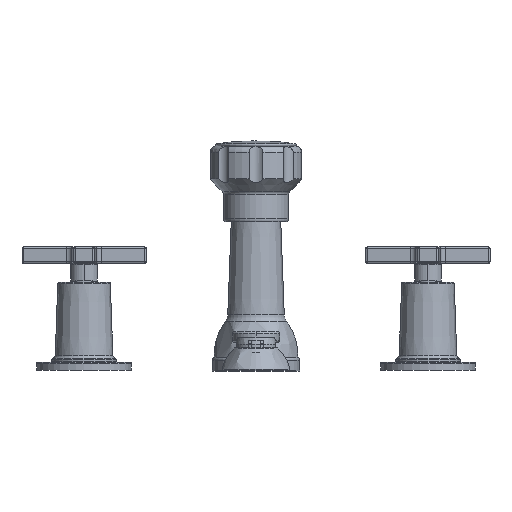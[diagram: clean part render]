
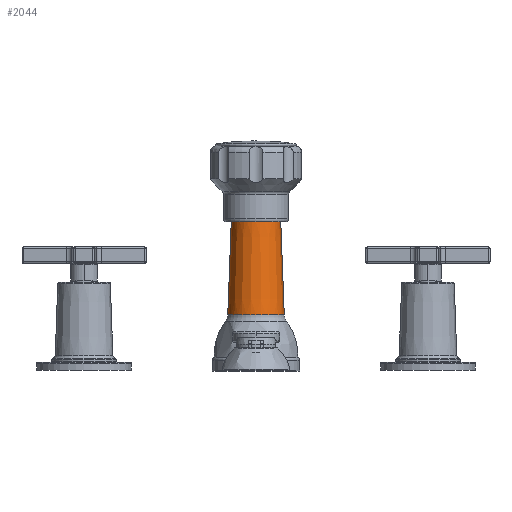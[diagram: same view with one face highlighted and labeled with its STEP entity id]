
A CAD part, top view. The second image highlights one B-rep face of the part: STEP entity #2044.
In plain terms, the highlighted conical face has half-angle 2.15 degrees and reference radius 15.652 mm.
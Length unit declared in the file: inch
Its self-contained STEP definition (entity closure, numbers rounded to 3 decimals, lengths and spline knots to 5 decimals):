
#1289=CARTESIAN_POINT('',(0.00014,3.468,-9.));
#1290=DIRECTION('',(0.,-1.,0.));
#1291=DIRECTION('',(1.,0.,0.));
#1292=AXIS2_PLACEMENT_3D('',#1289,#1290,#1291);
#1299=DIRECTION('',(0.038,0.999,0.));
#1300=VECTOR('',#1299,2.16618);
#1301=CARTESIAN_POINT('',(-0.65673,1.30334,
-9.));
#1302=LINE('',#1301,#1300);
#1303=DIRECTION('',(-0.038,0.999,0.));
#1304=VECTOR('',#1303,2.16618);
#1305=CARTESIAN_POINT('',(0.65701,1.30334,
-9.));
#1306=LINE('',#1305,#1304);
#1322=CARTESIAN_POINT('',(0.00014,1.30334,-9.));
#1323=DIRECTION('',(0.,-1.,0.));
#1324=DIRECTION('',(1.,0.,0.));
#1325=AXIS2_PLACEMENT_3D('',#1322,#1323,#1324);
#1417=CARTESIAN_POINT('',(-0.65673,1.30334,-9.));
#1418=CARTESIAN_POINT('',(0.65701,1.30334,-9.));
#1419=VERTEX_POINT('',#1417);
#1420=VERTEX_POINT('',#1418);
#1511=CARTESIAN_POINT('',(0.57573,3.468,-9.));
#1512=CARTESIAN_POINT('',(-0.57545,3.468,-9.));
#1513=VERTEX_POINT('',#1511);
#1514=VERTEX_POINT('',#1512);
#2030=CARTESIAN_POINT('',(0.00014,2.38567,-9.));
#2031=DIRECTION('',(0.,-1.,0.));
#2032=DIRECTION('',(-1.,0.,0.));
#2033=AXIS2_PLACEMENT_3D('',#2030,#2031,#2032);
#2034=CONICAL_SURFACE('',#2033,0.61623,2.15);
#2035=ORIENTED_EDGE('',*,*,#2023,.F.);
#2037=ORIENTED_EDGE('',*,*,#2036,.F.);
#2039=ORIENTED_EDGE('',*,*,#2038,.T.);
#2041=ORIENTED_EDGE('',*,*,#2040,.T.);
#2042=EDGE_LOOP('',(#2035,#2037,#2039,#2041));
#2043=FACE_OUTER_BOUND('',#2042,.F.);
#2044=ADVANCED_FACE('',(#2043),#2034,.T.);
#1293=CIRCLE('',#1292,0.57559);
#1326=CIRCLE('',#1325,0.65687);
#2023=EDGE_CURVE('',#1513,#1514,#1293,.T.);
#2036=EDGE_CURVE('',#1420,#1513,#1306,.T.);
#2038=EDGE_CURVE('',#1420,#1419,#1326,.T.);
#2040=EDGE_CURVE('',#1419,#1514,#1302,.T.);
